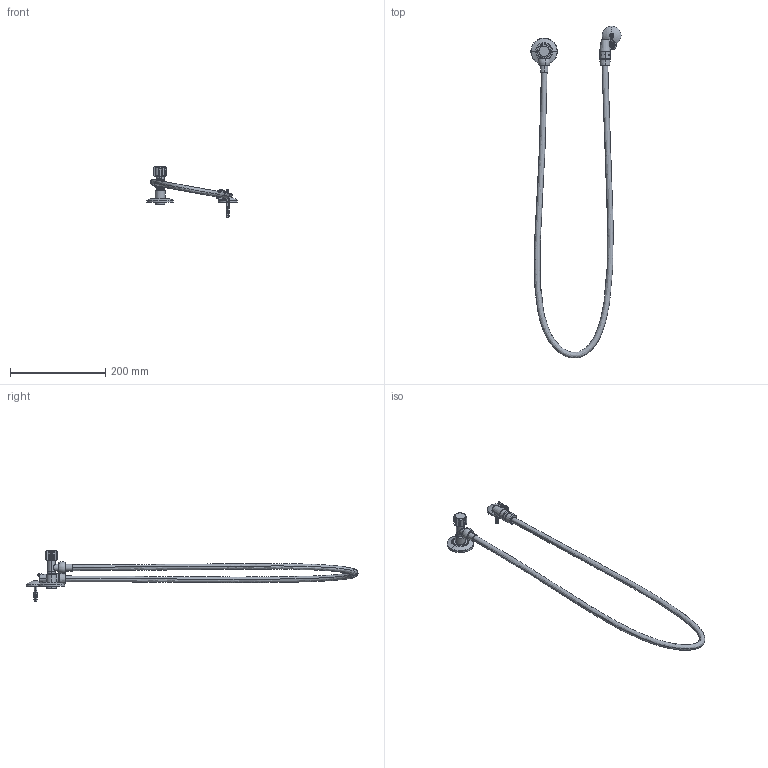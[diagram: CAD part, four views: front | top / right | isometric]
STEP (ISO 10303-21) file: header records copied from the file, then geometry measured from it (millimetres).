
FILE_DESCRIPTION (( 'STEP AP203' ), '1' );
FILE_NAME ('99F301560.STEP', '2025-07-09T09:19:02', ( '' ), ( '' ), 'SwSTEP 2.0', 'SolidWorks 2021', '' );
FILE_SCHEMA (( 'CONFIG_CONTROL_DESIGN' ));
Length unit declared in the file: millimetre
Products named in the file (11): 99-240621_Predeterminado; AAZ301267_2; AAZ301267; 99Z305409_OFFICE; AAZ301267_1; 99-240621_02_Predeterminado; 99-240621_03_Predeterminado; 99-240621_05_CVFX0277; 99-240621_04_CVFX0278; 99-240621_01_Predeterminado; 99F301560
Assembly tree (10 placements, depth 3):
  99F301560
    99Z305409_OFFICE
    AAZ301267
      AAZ301267_1
      AAZ301267_2
    99-240621_Predeterminado
      99-240621_02_Predeterminado
      99-240621_05_CVFX0277
      99-240621_04_CVFX0278
      99-240621_01_Predeterminado
      99-240621_03_Predeterminado
Bounding box: 189.89 x 698.48 x 105.85 mm (x, y, z)
Volume: 184610.7 mm3; surface area: 86144.9 mm2
Topology: 11 solids, 11 shells, 361 faces, 865 edges, 537 vertices
Faces by surface type: plane 121, cylinder 119, cone 54, torus 33, bspline 28, sphere 6
Entity records: 13841 total; most frequent: CARTESIAN_POINT 4271, DIRECTION 1854, ORIENTED_EDGE 1726, EDGE_CURVE 863, AXIS2_PLACEMENT_3D 748, VERTEX_POINT 537, CIRCLE 400, EDGE_LOOP 398
